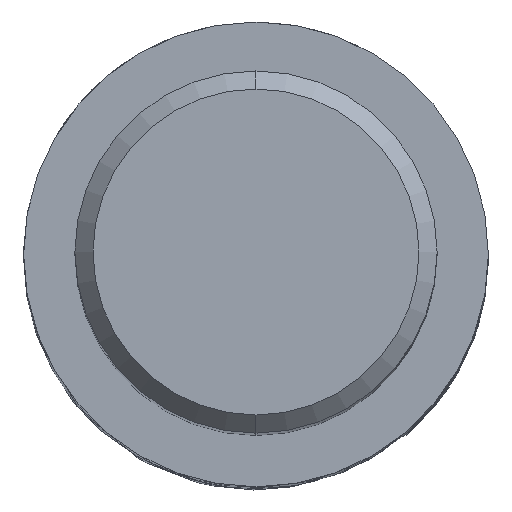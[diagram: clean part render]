
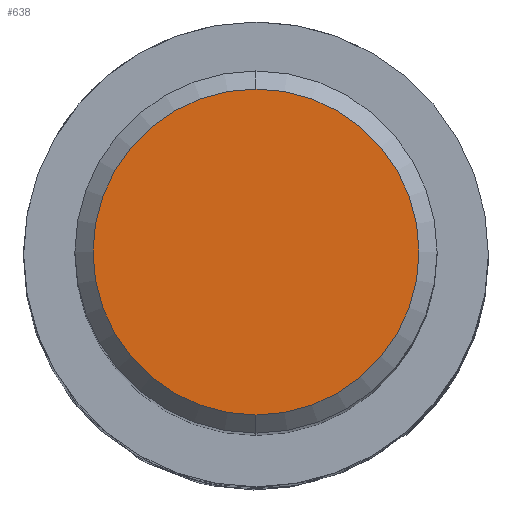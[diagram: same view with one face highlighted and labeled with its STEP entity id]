
A CAD part, top view. The second image highlights one B-rep face of the part: STEP entity #638.
In plain terms, the highlighted planar face has unit normal (0, 0, 1).
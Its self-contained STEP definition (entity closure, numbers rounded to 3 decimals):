
#550=VERTEX_POINT('',#1108);
#638=ADVANCED_FACE('',(#1203),#1204,.T.);
#702=VERTEX_POINT('',#1276);
#710=EDGE_CURVE('',#550,#702,#1284,.T.);
#782=EDGE_CURVE('',#702,#550,#1360,.T.);
#1108=CARTESIAN_POINT('',(0.0,5.4,0.0));
#1203=FACE_OUTER_BOUND('',#4375,.T.);
#1204=PLANE('',#4376);
#1276=CARTESIAN_POINT('',(0.,-5.4,0.0));
#1284=CIRCLE('',#4617,5.4);
#1360=CIRCLE('',#4871,5.4);
#4375=EDGE_LOOP('',(#5957,#5958));
#4376=AXIS2_PLACEMENT_3D('',#5959,#5960,#5961);
#4617=AXIS2_PLACEMENT_3D('',#6043,#6044,#6045);
#4871=AXIS2_PLACEMENT_3D('',#6107,#6108,#6109);
#5957=ORIENTED_EDGE('',*,*,#710,.F.);
#5958=ORIENTED_EDGE('',*,*,#782,.F.);
#5959=CARTESIAN_POINT('',(0.0,2.7,0.0));
#5960=DIRECTION('',(-0.0,0.0,1.0));
#5961=DIRECTION('',(0.0,-1.0,0.0));
#6043=CARTESIAN_POINT('',(0.0,0.0,0.0));
#6044=DIRECTION('',(0.0,0.0,-1.0));
#6045=DIRECTION('',(0.0,1.0,0.0));
#6107=CARTESIAN_POINT('',(0.0,0.0,0.0));
#6108=DIRECTION('',(0.0,0.0,-1.0));
#6109=DIRECTION('',(0.0,1.0,0.0));
